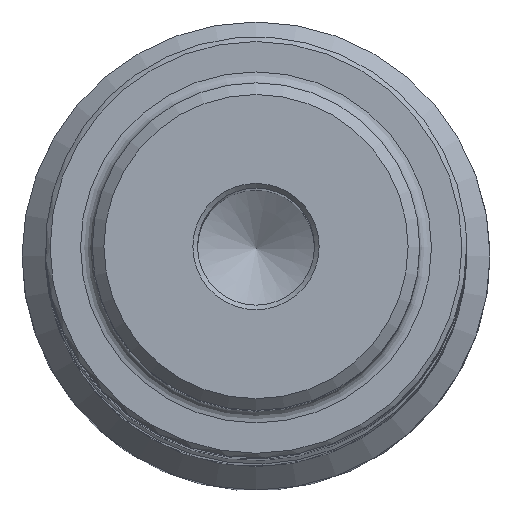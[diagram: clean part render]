
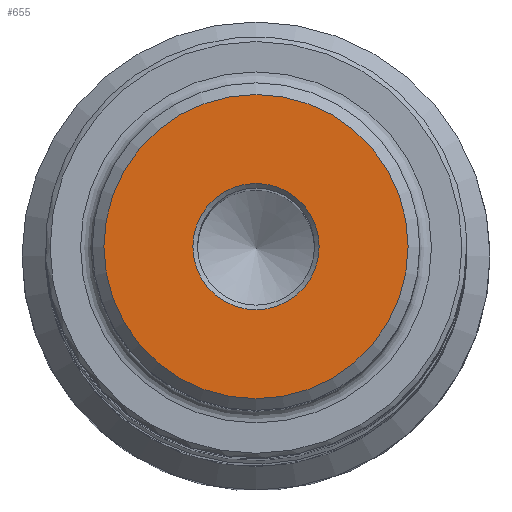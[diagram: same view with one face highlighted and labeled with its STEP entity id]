
A CAD part, top view. The second image highlights one B-rep face of the part: STEP entity #655.
In plain terms, the highlighted planar face has unit normal (0, 0, 1).
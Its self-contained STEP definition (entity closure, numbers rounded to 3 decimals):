
#50=PLANE('',#723);
#109=FACE_BOUND('',#194,.T.);
#135=FACE_OUTER_BOUND('',#193,.T.);
#193=EDGE_LOOP('',(#472));
#194=EDGE_LOOP('',(#473));
#272=CIRCLE('',#719,2.7);
#275=CIRCLE('',#724,6.5);
#322=VERTEX_POINT('',#1027);
#325=VERTEX_POINT('',#1103);
#378=EDGE_CURVE('',#322,#322,#272,.T.);
#383=EDGE_CURVE('',#325,#325,#275,.T.);
#472=ORIENTED_EDGE('',*,*,#383,.F.);
#473=ORIENTED_EDGE('',*,*,#378,.F.);
#655=ADVANCED_FACE('',(#135,#109),#50,.T.);
#719=AXIS2_PLACEMENT_3D('',#1028,#821,#822);
#723=AXIS2_PLACEMENT_3D('',#1102,#829,#830);
#724=AXIS2_PLACEMENT_3D('',#1104,#831,#832);
#821=DIRECTION('center_axis',(0.,0.,1.));
#822=DIRECTION('ref_axis',(-1.,0.,0.));
#829=DIRECTION('center_axis',(0.,0.,1.));
#830=DIRECTION('ref_axis',(1.,0.,0.));
#831=DIRECTION('center_axis',(0.,0.,-1.));
#832=DIRECTION('ref_axis',(-1.,0.,0.));
#1027=CARTESIAN_POINT('',(2.7,0.,256.));
#1028=CARTESIAN_POINT('Origin',(0.,0.,256.));
#1102=CARTESIAN_POINT('Origin',(0.,0.,256.));
#1103=CARTESIAN_POINT('',(6.5,0.,256.));
#1104=CARTESIAN_POINT('Origin',(0.,0.,256.));
